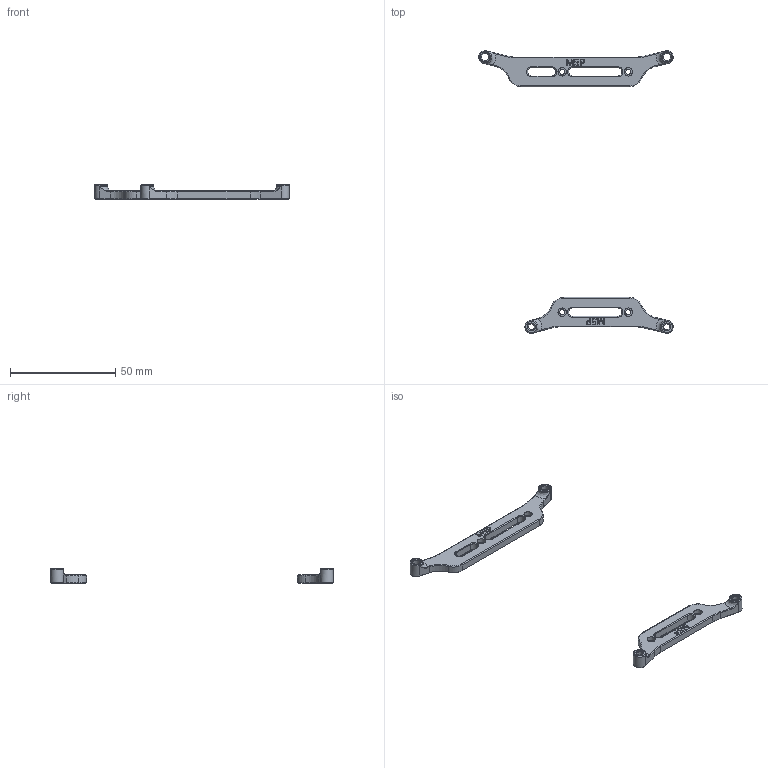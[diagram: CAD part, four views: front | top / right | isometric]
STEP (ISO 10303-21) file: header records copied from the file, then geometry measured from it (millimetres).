
FILE_DESCRIPTION(/* description */ (''),/* implementation_level */ '2;1');
FILE_NAME(/* name */ 'M5P Bracket v2.step',/* time_stamp */ '2023-05-30T02:46:14-04:00',/* author */ (''),/* organization */ (''),/* preprocessor_version */ 'ST-DEVELOPER v19.2',/* originating_system */ 'Autodesk Translation Framework v12.4.0.73',/* authorisation */ '');
FILE_SCHEMA (('AUTOMOTIVE_DESIGN { 1 0 10303 214 3 1 1 }'));
Length unit declared in the file: millimetre
Products named in the file (1): M5P Bracket
Bounding box: 92.6 x 134.49 x 7 mm (x, y, z)
Volume: 6290.6 mm3; surface area: 5551.2 mm2
Topology: 2 solids, 2 shells, 304 faces, 772 edges, 476 vertices
Faces by surface type: plane 128, bspline 65, cylinder 51, cone 34, torus 26
Full cylindrical faces by diameter (mm): 2.4 x4, 2.9 x2, 3.5 x2, 4 x4, 6.1 x4
Entity records: 9951 total; most frequent: CARTESIAN_POINT 2934, ORIENTED_EDGE 1528, DIRECTION 1298, EDGE_CURVE 764, VERTEX_POINT 476, LINE 450, VECTOR 450, AXIS2_PLACEMENT_3D 424
